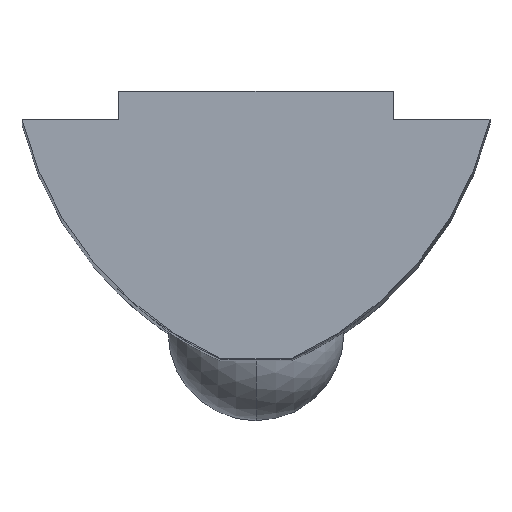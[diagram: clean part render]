
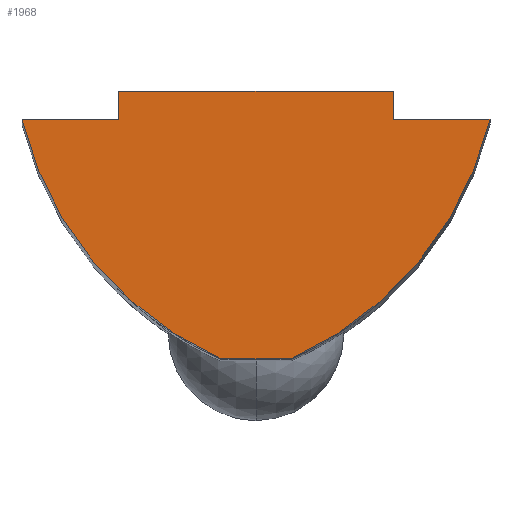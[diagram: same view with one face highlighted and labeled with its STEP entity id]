
A CAD part, top view. The second image highlights one B-rep face of the part: STEP entity #1968.
In plain terms, the highlighted planar face has unit normal (0, 0, 1).
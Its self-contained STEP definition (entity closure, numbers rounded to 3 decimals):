
#26 = VERTEX_POINT ( 'NONE', #8619 ) ;
#129 = EDGE_CURVE ( 'NONE', #567, #26, #7840, .T. ) ;
#172 = EDGE_LOOP ( 'NONE', ( #662, #3175, #9073, #6688, #4624, #2973, #6972, #6300 ) ) ;
#175 = VERTEX_POINT ( 'NONE', #1239 ) ;
#363 = VECTOR ( 'NONE', #6006, 1000. ) ;
#372 = DIRECTION ( 'NONE',  ( 0., -1., 0. ) ) ;
#443 = CARTESIAN_POINT ( 'NONE',  ( -3.074, 1.532, 40. ) ) ;
#567 = VERTEX_POINT ( 'NONE', #6813 ) ;
#662 = ORIENTED_EDGE ( 'NONE', *, *, #129, .T. ) ;
#1026 = DIRECTION ( 'NONE',  ( 1., 0., 0. ) ) ;
#1207 = DIRECTION ( 'NONE',  ( -1., 0., 0. ) ) ;
#1239 = CARTESIAN_POINT ( 'NONE',  ( 3.9, 0., 40. ) ) ;
#1301 = CARTESIAN_POINT ( 'NONE',  ( -1., -7.6, 40. ) ) ;
#1547 = CARTESIAN_POINT ( 'NONE',  ( 3.074, 1.532, 40. ) ) ;
#1590 = AXIS2_PLACEMENT_3D ( 'NONE', #7716, #3814, #1026 ) ;
#1787 = VERTEX_POINT ( 'NONE', #4242 ) ;
#1906 = CIRCLE ( 'NONE', #7057, 10. ) ;
#1951 = CARTESIAN_POINT ( 'NONE',  ( 1., -7.6, 40. ) ) ;
#1968 = ADVANCED_FACE ( 'NONE', ( #7456 ), #7361, .T. ) ;
#2011 = DIRECTION ( 'NONE',  ( -1., 0., 0. ) ) ;
#2211 = VECTOR ( 'NONE', #372, 1000. ) ;
#2751 = LINE ( 'NONE', #8703, #4399 ) ;
#2881 = LINE ( 'NONE', #8983, #363 ) ;
#2973 = ORIENTED_EDGE ( 'NONE', *, *, #4070, .T. ) ;
#3127 = EDGE_CURVE ( 'NONE', #5561, #9416, #7522, .T. ) ;
#3175 = ORIENTED_EDGE ( 'NONE', *, *, #8597, .T. ) ;
#3469 = EDGE_CURVE ( 'NONE', #8432, #9209, #1906, .T. ) ;
#3814 = DIRECTION ( 'NONE',  ( 0., 0., 1. ) ) ;
#4070 = EDGE_CURVE ( 'NONE', #9209, #1787, #2751, .T. ) ;
#4162 = DIRECTION ( 'NONE',  ( 0., 0., 1. ) ) ;
#4192 = CARTESIAN_POINT ( 'NONE',  ( 6.65, -0.8, 40. ) ) ;
#4207 = DIRECTION ( 'NONE',  ( -1., 0., 0. ) ) ;
#4213 = DIRECTION ( 'NONE',  ( 0., 1., 0. ) ) ;
#4242 = CARTESIAN_POINT ( 'NONE',  ( 3.9, -0.8, 40. ) ) ;
#4258 = LINE ( 'NONE', #6505, #6589 ) ;
#4399 = VECTOR ( 'NONE', #2011, 1000. ) ;
#4624 = ORIENTED_EDGE ( 'NONE', *, *, #3469, .T. ) ;
#4854 = EDGE_CURVE ( 'NONE', #1787, #175, #4258, .T. ) ;
#5067 = DIRECTION ( 'NONE',  ( 1., 0., 0. ) ) ;
#5488 = DIRECTION ( 'NONE',  ( 1., 0., 0. ) ) ;
#5561 = VERTEX_POINT ( 'NONE', #8887 ) ;
#5563 = CARTESIAN_POINT ( 'NONE',  ( 3.9, 0., 40. ) ) ;
#6006 = DIRECTION ( 'NONE',  ( -1., 0., 0. ) ) ;
#6128 = CARTESIAN_POINT ( 'NONE',  ( -1., -7.6, 40. ) ) ;
#6129 = VECTOR ( 'NONE', #5488, 1000. ) ;
#6300 = ORIENTED_EDGE ( 'NONE', *, *, #9185, .T. ) ;
#6401 = EDGE_CURVE ( 'NONE', #9416, #8432, #6915, .T. ) ;
#6505 = CARTESIAN_POINT ( 'NONE',  ( 3.9, 0., 40. ) ) ;
#6589 = VECTOR ( 'NONE', #4213, 1000. ) ;
#6688 = ORIENTED_EDGE ( 'NONE', *, *, #6401, .T. ) ;
#6746 = AXIS2_PLACEMENT_3D ( 'NONE', #1547, #9661, #5067 ) ;
#6813 = CARTESIAN_POINT ( 'NONE',  ( -3.9, 0., 40. ) ) ;
#6915 = LINE ( 'NONE', #6128, #6129 ) ;
#6972 = ORIENTED_EDGE ( 'NONE', *, *, #4854, .T. ) ;
#7057 = AXIS2_PLACEMENT_3D ( 'NONE', #443, #4162, #4207 ) ;
#7200 = CARTESIAN_POINT ( 'NONE',  ( -3.9, 0., 40. ) ) ;
#7361 = PLANE ( 'NONE',  #6746 ) ;
#7456 = FACE_OUTER_BOUND ( 'NONE', #172, .T. ) ;
#7522 = CIRCLE ( 'NONE', #1590, 10. ) ;
#7716 = CARTESIAN_POINT ( 'NONE',  ( 3.074, 1.532, 40. ) ) ;
#7840 = LINE ( 'NONE', #7200, #2211 ) ;
#7846 = VECTOR ( 'NONE', #1207, 1000. ) ;
#7898 = LINE ( 'NONE', #5563, #7846 ) ;
#8432 = VERTEX_POINT ( 'NONE', #1951 ) ;
#8597 = EDGE_CURVE ( 'NONE', #26, #5561, #2881, .T. ) ;
#8619 = CARTESIAN_POINT ( 'NONE',  ( -3.9, -0.8, 40. ) ) ;
#8703 = CARTESIAN_POINT ( 'NONE',  ( 3.9, -0.8, 40. ) ) ;
#8887 = CARTESIAN_POINT ( 'NONE',  ( -6.65, -0.8, 40. ) ) ;
#8983 = CARTESIAN_POINT ( 'NONE',  ( -3.9, -0.8, 40. ) ) ;
#9073 = ORIENTED_EDGE ( 'NONE', *, *, #3127, .T. ) ;
#9185 = EDGE_CURVE ( 'NONE', #175, #567, #7898, .T. ) ;
#9209 = VERTEX_POINT ( 'NONE', #4192 ) ;
#9416 = VERTEX_POINT ( 'NONE', #1301 ) ;
#9661 = DIRECTION ( 'NONE',  ( 0., 0., 1. ) ) ;
